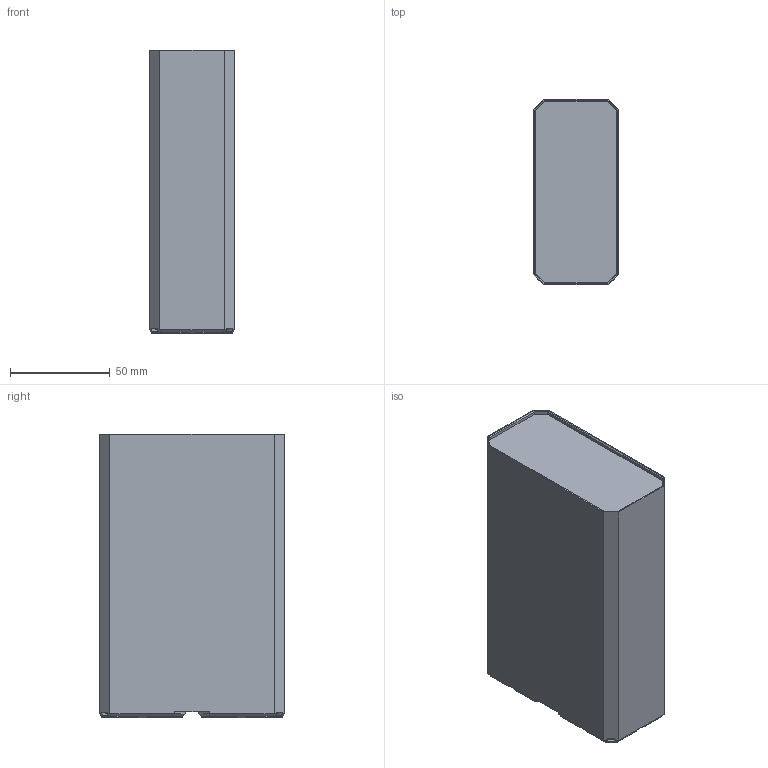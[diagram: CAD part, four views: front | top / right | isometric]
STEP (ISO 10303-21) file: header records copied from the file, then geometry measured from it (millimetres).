
FILE_DESCRIPTION(/* description */ (''),/* implementation_level */ '2;1');
FILE_NAME(/* name */ '1x2.step',/* time_stamp */ '2024-08-26T15:46:10-04:00',/* author */ (''),/* organization */ (''),/* preprocessor_version */ 'ST-DEVELOPER v20',/* originating_system */ 'Autodesk Translation Framework v13.14.0.145',/* authorisation */ '');
FILE_SCHEMA (('AUTOMOTIVE_DESIGN { 1 0 10303 214 3 1 1 }'));
Length unit declared in the file: millimetre
Products named in the file (1): 1x2
Bounding box: 43 x 93 x 142.6 mm (x, y, z)
Volume: 551074.9 mm3; surface area: 46073 mm2
Topology: 1 solids, 1 shells, 253 faces, 656 edges, 408 vertices
Faces by surface type: plane 253
Entity records: 7482 total; most frequent: CARTESIAN_POINT 1318, ORIENTED_EDGE 1312, DIRECTION 1164, LINE 656, VECTOR 656, EDGE_CURVE 656, VERTEX_POINT 408, EDGE_LOOP 256
